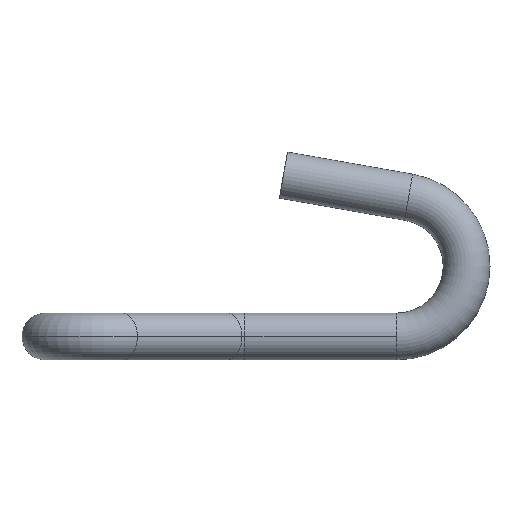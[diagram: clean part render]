
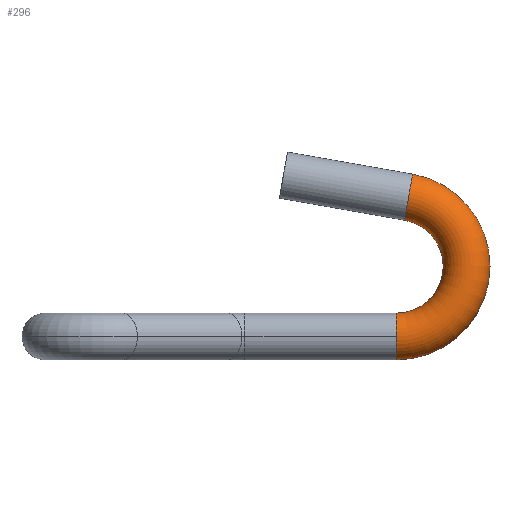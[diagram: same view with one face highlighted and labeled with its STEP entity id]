
A CAD part, left-side view. The second image highlights one B-rep face of the part: STEP entity #296.
In plain terms, the highlighted toroidal (fillet/blend) face has major radius 15 mm and minor radius 5 mm.
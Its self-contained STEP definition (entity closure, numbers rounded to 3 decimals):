
#14 = DIRECTION ( 'NONE',  ( 1., 0., 0. ) ) ;
#16 = CARTESIAN_POINT ( 'NONE',  ( -5.5, -75., 15. ) ) ;
#29 = DIRECTION ( 'NONE',  ( 0., 0., -1. ) ) ;
#88 = AXIS2_PLACEMENT_3D ( 'NONE', #797, #798, #799 ) ;
#106 = DIRECTION ( 'NONE',  ( 0., 0., -1. ) ) ;
#107 = DIRECTION ( 'NONE',  ( 1., 0., 0. ) ) ;
#111 = CARTESIAN_POINT ( 'NONE',  ( -5.5, -75., 15. ) ) ;
#119 = ORIENTED_EDGE ( 'NONE', *, *, #647, .F. ) ;
#124 = ORIENTED_EDGE ( 'NONE', *, *, #637, .T. ) ;
#131 = ORIENTED_EDGE ( 'NONE', *, *, #410, .T. ) ;
#170 = VERTEX_POINT ( 'NONE', #481 ) ;
#175 = VERTEX_POINT ( 'NONE', #710 ) ;
#189 = VERTEX_POINT ( 'NONE', #708 ) ;
#194 = VERTEX_POINT ( 'NONE', #680 ) ;
#199 = VERTEX_POINT ( 'NONE', #694 ) ;
#261 = EDGE_LOOP ( 'NONE', ( #282, #124, #131, #278, #119 ) ) ;
#278 = ORIENTED_EDGE ( 'NONE', *, *, #306, .F. ) ;
#282 = ORIENTED_EDGE ( 'NONE', *, *, #387, .F. ) ;
#296 = ADVANCED_FACE ( 'NONE', ( #622 ), #399, .T. ) ;
#306 = EDGE_CURVE ( 'NONE', #199, #189, #389, .T. ) ;
#313 = CIRCLE ( 'NONE', #88, 5. ) ;
#337 = CIRCLE ( 'NONE', #600, 20. ) ;
#354 = CIRCLE ( 'NONE', #553, 10. ) ;
#358 = CIRCLE ( 'NONE', #526, 5. ) ;
#387 = EDGE_CURVE ( 'NONE', #175, #194, #337, .T. ) ;
#389 = CIRCLE ( 'NONE', #615, 5. ) ;
#399 = TOROIDAL_SURFACE ( 'NONE', #624, 15., 5. ) ;
#410 = EDGE_CURVE ( 'NONE', #170, #189, #354, .T. ) ;
#481 = CARTESIAN_POINT ( 'NONE',  ( -5.5, -76.736, 24.848 ) ) ;
#526 = AXIS2_PLACEMENT_3D ( 'NONE', #767, #768, #769 ) ;
#553 = AXIS2_PLACEMENT_3D ( 'NONE', #16, #14, #29 ) ;
#600 = AXIS2_PLACEMENT_3D ( 'NONE', #111, #107, #106 ) ;
#615 = AXIS2_PLACEMENT_3D ( 'NONE', #733, #734, #738 ) ;
#622 = FACE_OUTER_BOUND ( 'NONE', #261, .T. ) ;
#624 = AXIS2_PLACEMENT_3D ( 'NONE', #727, #728, #729 ) ;
#637 = EDGE_CURVE ( 'NONE', #175, #170, #358, .T. ) ;
#647 = EDGE_CURVE ( 'NONE', #194, #199, #313, .T. ) ;
#680 = CARTESIAN_POINT ( 'NONE',  ( -5.5, -75., -5. ) ) ;
#694 = CARTESIAN_POINT ( 'NONE',  ( -10.5, -75., 0. ) ) ;
#708 = CARTESIAN_POINT ( 'NONE',  ( -5.5, -75., 5. ) ) ;
#710 = CARTESIAN_POINT ( 'NONE',  ( -5.5, -78.473, 34.696 ) ) ;
#727 = CARTESIAN_POINT ( 'NONE',  ( -5.5, -75., 15. ) ) ;
#728 = DIRECTION ( 'NONE',  ( 1., 0., 0. ) ) ;
#729 = DIRECTION ( 'NONE',  ( 0., 0., -1. ) ) ;
#733 = CARTESIAN_POINT ( 'NONE',  ( -5.5, -75., 0. ) ) ;
#734 = DIRECTION ( 'NONE',  ( 0., 1., 0. ) ) ;
#738 = DIRECTION ( 'NONE',  ( 0., 0., -1. ) ) ;
#767 = CARTESIAN_POINT ( 'NONE',  ( -5.5, -77.605, 29.772 ) ) ;
#768 = DIRECTION ( 'NONE',  ( 0., -0.985, -0.174 ) ) ;
#769 = DIRECTION ( 'NONE',  ( -1., 0., 0. ) ) ;
#797 = CARTESIAN_POINT ( 'NONE',  ( -5.5, -75., 0. ) ) ;
#798 = DIRECTION ( 'NONE',  ( 0., 1., 0. ) ) ;
#799 = DIRECTION ( 'NONE',  ( 0., 0., -1. ) ) ;
